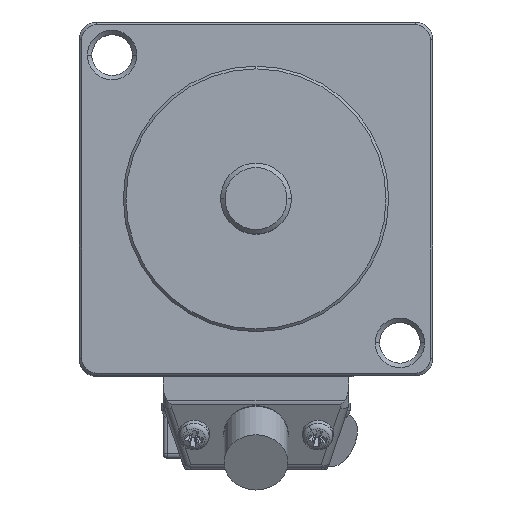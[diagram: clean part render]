
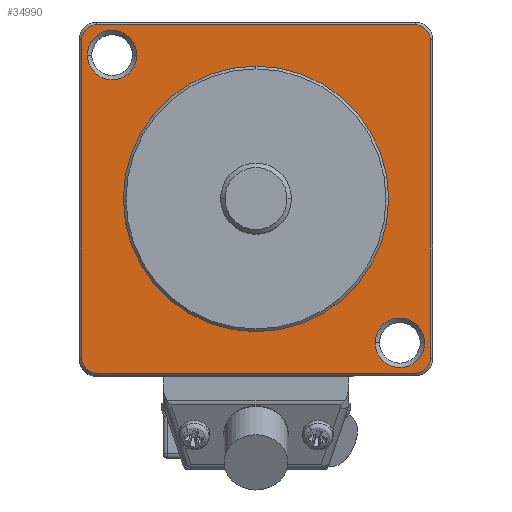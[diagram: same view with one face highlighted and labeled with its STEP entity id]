
A CAD part, top view. The second image highlights one B-rep face of the part: STEP entity #34990.
In plain terms, the highlighted planar face has unit normal (0, 0, 1).
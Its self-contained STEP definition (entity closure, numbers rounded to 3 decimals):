
#33790=CARTESIAN_POINT('',(-19.7,-19.7,-2.1));
#33800=DIRECTION('',(0.,0.,1.));
#33810=DIRECTION('',(1.,0.,0.));
#33820=AXIS2_PLACEMENT_3D('',#33790,#33800,#33810);
#33830=PLANE('',#33820);
#33840=CARTESIAN_POINT('',(-18.,18.,-2.1));
#33850=DIRECTION('',(0.,0.,-1.));
#33860=DIRECTION('',(-1.,0.,0.));
#33870=AXIS2_PLACEMENT_3D('',#33840,#33850,#33860);
#33880=CIRCLE('',#33870,1.7);
#33890=CARTESIAN_POINT('',(-19.7,18.,-2.1));
#33900=VERTEX_POINT('',#33890);
#33910=CARTESIAN_POINT('',(-18.,19.7,-2.1));
#33920=VERTEX_POINT('',#33910);
#33930=EDGE_CURVE('',#33900,#33920,#33880,.T.);
#33940=ORIENTED_EDGE('',*,*,#33930,.F.);
#33950=CARTESIAN_POINT('',(0.,19.7,-2.1));
#33960=DIRECTION('',(1.,0.,0.));
#33970=VECTOR('',#33960,1.);
#33980=LINE('',#33950,#33970);
#33990=CARTESIAN_POINT('',(18.,19.7,-2.1));
#34000=VERTEX_POINT('',#33990);
#34010=EDGE_CURVE('',#33920,#34000,#33980,.T.);
#34020=ORIENTED_EDGE('',*,*,#34010,.F.);
#34030=CARTESIAN_POINT('',(18.,18.,-2.1));
#34040=DIRECTION('',(0.,0.,-1.));
#34050=DIRECTION('',(-1.,0.,0.));
#34060=AXIS2_PLACEMENT_3D('',#34030,#34040,#34050);
#34070=CIRCLE('',#34060,1.7);
#34080=CARTESIAN_POINT('',(19.7,18.,-2.1));
#34090=VERTEX_POINT('',#34080);
#34100=EDGE_CURVE('',#34000,#34090,#34070,.T.);
#34110=ORIENTED_EDGE('',*,*,#34100,.F.);
#34120=CARTESIAN_POINT('',(19.7,0.,-2.1));
#34130=DIRECTION('',(0.,-1.,0.));
#34140=VECTOR('',#34130,1.);
#34150=LINE('',#34120,#34140);
#34160=CARTESIAN_POINT('',(19.7,-18.,-2.1));
#34170=VERTEX_POINT('',#34160);
#34180=EDGE_CURVE('',#34090,#34170,#34150,.T.);
#34190=ORIENTED_EDGE('',*,*,#34180,.F.);
#34200=CARTESIAN_POINT('',(18.,-18.,-2.1));
#34210=DIRECTION('',(0.,0.,-1.));
#34220=DIRECTION('',(-1.,0.,0.));
#34230=AXIS2_PLACEMENT_3D('',#34200,#34210,#34220);
#34240=CIRCLE('',#34230,1.7);
#34250=CARTESIAN_POINT('',(18.,-19.7,-2.1));
#34260=VERTEX_POINT('',#34250);
#34270=EDGE_CURVE('',#34170,#34260,#34240,.T.);
#34280=ORIENTED_EDGE('',*,*,#34270,.F.);
#34290=CARTESIAN_POINT('',(0.,-19.7,-2.1));
#34300=DIRECTION('',(-1.,0.,0.));
#34310=VECTOR('',#34300,1.);
#34320=LINE('',#34290,#34310);
#34330=CARTESIAN_POINT('',(-18.,-19.7,-2.1));
#34340=VERTEX_POINT('',#34330);
#34350=EDGE_CURVE('',#34260,#34340,#34320,.T.);
#34360=ORIENTED_EDGE('',*,*,#34350,.F.);
#34370=CARTESIAN_POINT('',(-18.,-18.,-2.1));
#34380=DIRECTION('',(0.,0.,-1.));
#34390=DIRECTION('',(-1.,0.,0.));
#34400=AXIS2_PLACEMENT_3D('',#34370,#34380,#34390);
#34410=CIRCLE('',#34400,1.7);
#34420=CARTESIAN_POINT('',(-19.7,-18.,-2.1));
#34430=VERTEX_POINT('',#34420);
#34440=EDGE_CURVE('',#34340,#34430,#34410,.T.);
#34450=ORIENTED_EDGE('',*,*,#34440,.F.);
#34460=CARTESIAN_POINT('',(-19.7,0.,-2.1));
#34470=DIRECTION('',(0.,1.,0.));
#34480=VECTOR('',#34470,1.);
#34490=LINE('',#34460,#34480);
#34500=EDGE_CURVE('',#34430,#33900,#34490,.T.);
#34510=ORIENTED_EDGE('',*,*,#34500,.F.);
#34520=EDGE_LOOP('',(#34510,#34450,#34360,#34280,#34190,#34110,#34020,
#33940));
#34530=FACE_OUTER_BOUND('',#34520,.T.);
#34540=CARTESIAN_POINT('',(0.,0.,
-2.1));
#34550=DIRECTION('',(0.,0.,1.));
#34560=DIRECTION('',(1.,0.,0.));
#34570=AXIS2_PLACEMENT_3D('',#34540,#34550,#34560);
#34580=CIRCLE('',#34570,15.);
#34590=CARTESIAN_POINT('',(-15.,0.,-2.1));
#34600=VERTEX_POINT('',#34590);
#34610=CARTESIAN_POINT('',(15.,0.,-2.1));
#34620=VERTEX_POINT('',#34610);
#34630=EDGE_CURVE('',#34600,#34620,#34580,.T.);
#34640=ORIENTED_EDGE('',*,*,#34630,.F.);
#34650=EDGE_CURVE('',#34620,#34600,#34580,.T.);
#34660=ORIENTED_EDGE('',*,*,#34650,.F.);
#34670=EDGE_LOOP('',(#34660,#34640));
#34680=FACE_BOUND('',#34670,.T.);
#34690=CARTESIAN_POINT('',(-16.263,16.263,-2.1));
#34700=DIRECTION('',(0.,0.,1.));
#34710=DIRECTION('',(1.,0.,0.));
#34720=AXIS2_PLACEMENT_3D('',#34690,#34700,#34710);
#34730=CIRCLE('',#34720,2.8);
#34740=CARTESIAN_POINT('',(-19.063,16.263,-2.1));
#34750=VERTEX_POINT('',#34740);
#34760=CARTESIAN_POINT('',(-13.463,16.263,-2.1));
#34770=VERTEX_POINT('',#34760);
#34780=EDGE_CURVE('',#34750,#34770,#34730,.T.);
#34790=ORIENTED_EDGE('',*,*,#34780,.F.);
#34800=EDGE_CURVE('',#34770,#34750,#34730,.T.);
#34810=ORIENTED_EDGE('',*,*,#34800,.F.);
#34820=EDGE_LOOP('',(#34810,#34790));
#34830=FACE_BOUND('',#34820,.T.);
#34840=CARTESIAN_POINT('',(16.263,-16.263,-2.1));
#34850=DIRECTION('',(0.,0.,1.));
#34860=DIRECTION('',(1.,0.,0.));
#34870=AXIS2_PLACEMENT_3D('',#34840,#34850,#34860);
#34880=CIRCLE('',#34870,2.8);
#34890=CARTESIAN_POINT('',(13.463,-16.263,-2.1));
#34900=VERTEX_POINT('',#34890);
#34910=CARTESIAN_POINT('',(19.063,-16.263,-2.1));
#34920=VERTEX_POINT('',#34910);
#34930=EDGE_CURVE('',#34900,#34920,#34880,.T.);
#34940=ORIENTED_EDGE('',*,*,#34930,.F.);
#34950=EDGE_CURVE('',#34920,#34900,#34880,.T.);
#34960=ORIENTED_EDGE('',*,*,#34950,.F.);
#34970=EDGE_LOOP('',(#34960,#34940));
#34980=FACE_BOUND('',#34970,.T.);
#34990=ADVANCED_FACE('',(#34530,#34680,#34830,#34980),#33830,.T.);
